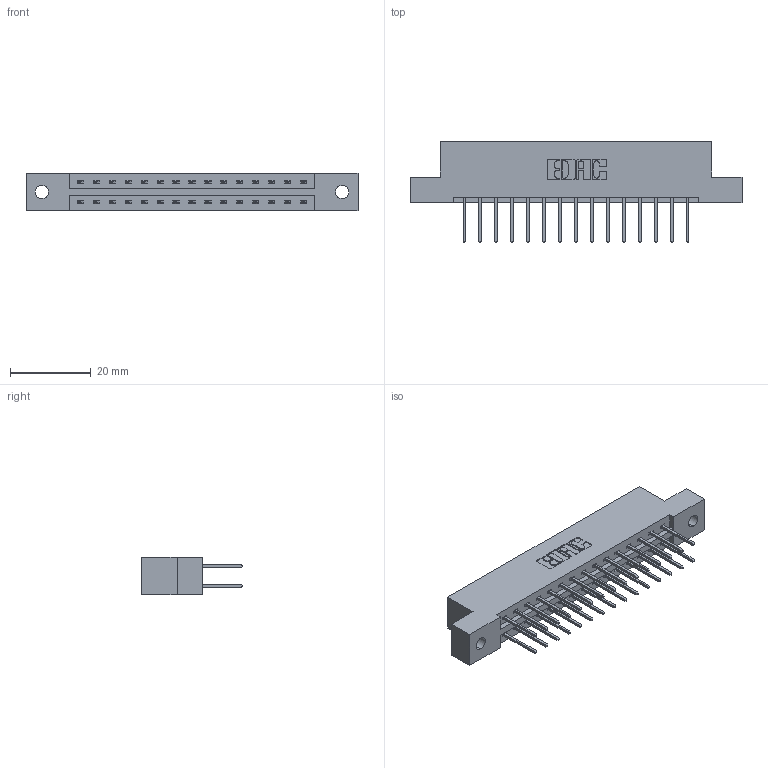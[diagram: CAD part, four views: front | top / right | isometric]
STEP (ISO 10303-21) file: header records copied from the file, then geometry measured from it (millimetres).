
FILE_DESCRIPTION (( 'STEP AP203' ), '1' );
FILE_NAME ('387-030-523-202.STEP', '2019-10-17T14:13:11', ( '' ), ( '' ), 'SwSTEP 2.0', 'SolidWorks 2016', '' );
FILE_SCHEMA (( 'CONFIG_CONTROL_DESIGN' ));
Length unit declared in the file: inch
Products named in the file (3): 345-292-001_345-293-123; 337 Part_Flush Mounting Lugs - 0.128 Dia; 387-030-523-202
Assembly tree (31 placements, depth 2):
  387-030-523-202
    337 Part_Flush Mounting Lugs - 0.128 Dia
    345-292-001_345-293-123  x30
Bounding box: 82.45 x 25.15 x 9.4 mm (x, y, z)
Volume: 8354.5 mm3; surface area: 9202 mm2
Topology: 31 solids, 31 shells, 1734 faces, 5141 edges, 3386 vertices
Faces by surface type: plane 1210, cylinder 524
Entity records: 15143 total; most frequent: CARTESIAN_POINT 2574, ORIENTED_EDGE 2510, DIRECTION 2239, EDGE_CURVE 1255, VECTOR 1127, LINE 1127, VERTEX_POINT 834, AXIS2_PLACEMENT_3D 556
